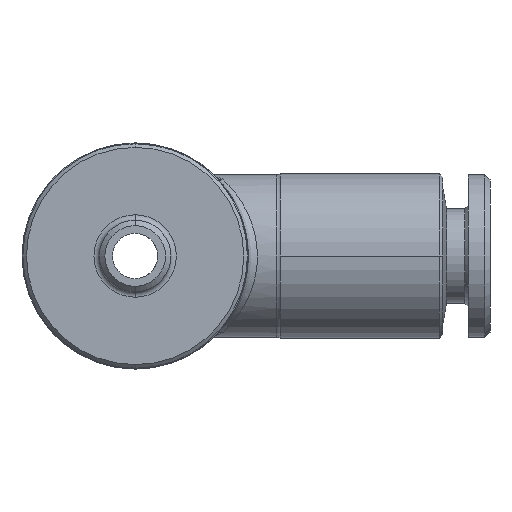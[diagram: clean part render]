
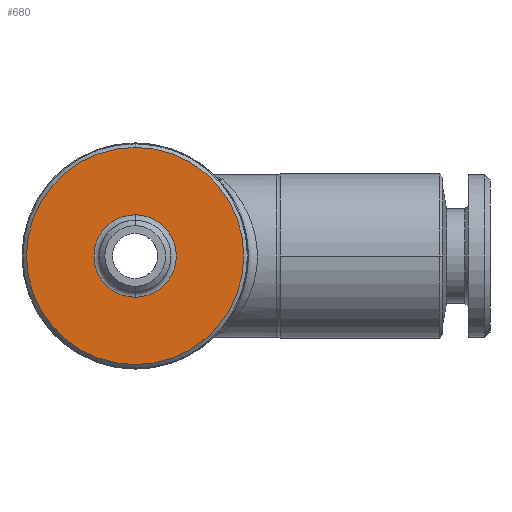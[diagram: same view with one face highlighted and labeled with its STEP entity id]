
A CAD part, front view. The second image highlights one B-rep face of the part: STEP entity #680.
In plain terms, the highlighted planar face has unit normal (0, -1, 0).
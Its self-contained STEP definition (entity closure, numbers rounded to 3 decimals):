
#226 = VERTEX_POINT ( 'NONE', #1566 ) ;
#255 = EDGE_CURVE ( 'NONE', #321, #323, #1614, .T. ) ;
#256 = VERTEX_POINT ( 'NONE', #1653 ) ;
#321 = VERTEX_POINT ( 'NONE', #1919 ) ;
#323 = VERTEX_POINT ( 'NONE', #1874 ) ;
#325 = EDGE_CURVE ( 'NONE', #226, #256, #1916, .T. ) ;
#677 = EDGE_CURVE ( 'NONE', #323, #321, #2424, .T. ) ;
#680 = ADVANCED_FACE ( 'NONE', ( #2420, #2419 ), #2418, .T. ) ;
#792 = ORIENTED_EDGE ( 'NONE', *, *, #325, .F. ) ;
#812 = EDGE_LOOP ( 'NONE', ( #813, #814 ) ) ;
#813 = ORIENTED_EDGE ( 'NONE', *, *, #677, .T. ) ;
#814 = ORIENTED_EDGE ( 'NONE', *, *, #255, .T. ) ;
#815 = EDGE_LOOP ( 'NONE', ( #816, #792 ) ) ;
#816 = ORIENTED_EDGE ( 'NONE', *, *, #817, .F. ) ;
#817 = EDGE_CURVE ( 'NONE', #256, #226, #2622, .T. ) ;
#1566 = CARTESIAN_POINT ( 'NONE',  ( 0., -9.5, -2.275 ) ) ;
#1614 = CIRCLE ( 'NONE', #1633, 6. ) ;
#1622 = CARTESIAN_POINT ( 'NONE',  ( 0., -9.5, 0. ) ) ;
#1633 = AXIS2_PLACEMENT_3D ( 'NONE', #1622, #1654, #1635 ) ;
#1635 = DIRECTION ( 'NONE',  ( 0., 0., 1. ) ) ;
#1653 = CARTESIAN_POINT ( 'NONE',  ( 0., -9.5, 2.275 ) ) ;
#1654 = DIRECTION ( 'NONE',  ( 0., -1., 0. ) ) ;
#1867 = DIRECTION ( 'NONE',  ( 0., 0., 1. ) ) ;
#1868 = DIRECTION ( 'NONE',  ( 0., -1., 0. ) ) ;
#1874 = CARTESIAN_POINT ( 'NONE',  ( 0., -9.5, -6. ) ) ;
#1914 = CARTESIAN_POINT ( 'NONE',  ( 0., -9.5, 0. ) ) ;
#1915 = AXIS2_PLACEMENT_3D ( 'NONE', #1914, #1868, #1867 ) ;
#1916 = CIRCLE ( 'NONE', #1915, 2.275 ) ;
#1919 = CARTESIAN_POINT ( 'NONE',  ( 0., -9.5, 6. ) ) ;
#2413 = DIRECTION ( 'NONE',  ( 0., 0., 1. ) ) ;
#2414 = DIRECTION ( 'NONE',  ( 0., -1., 0. ) ) ;
#2415 = CARTESIAN_POINT ( 'NONE',  ( -6., -9.5, 0. ) ) ;
#2417 = AXIS2_PLACEMENT_3D ( 'NONE', #2415, #2414, #2413 ) ;
#2418 = PLANE ( 'NONE',  #2417 ) ;
#2419 = FACE_BOUND ( 'NONE', #815, .T. ) ;
#2420 = FACE_OUTER_BOUND ( 'NONE', #812, .T. ) ;
#2421 = DIRECTION ( 'NONE',  ( 0., 0., 1. ) ) ;
#2422 = DIRECTION ( 'NONE',  ( 0., -1., 0. ) ) ;
#2423 = AXIS2_PLACEMENT_3D ( 'NONE', #2428, #2422, #2421 ) ;
#2424 = CIRCLE ( 'NONE', #2423, 6. ) ;
#2428 = CARTESIAN_POINT ( 'NONE',  ( 0., -9.5, 0. ) ) ;
#2618 = DIRECTION ( 'NONE',  ( 0., 0., 1. ) ) ;
#2619 = DIRECTION ( 'NONE',  ( 0., -1., 0. ) ) ;
#2620 = CARTESIAN_POINT ( 'NONE',  ( 0., -9.5, 0. ) ) ;
#2621 = AXIS2_PLACEMENT_3D ( 'NONE', #2620, #2619, #2618 ) ;
#2622 = CIRCLE ( 'NONE', #2621, 2.275 ) ;
